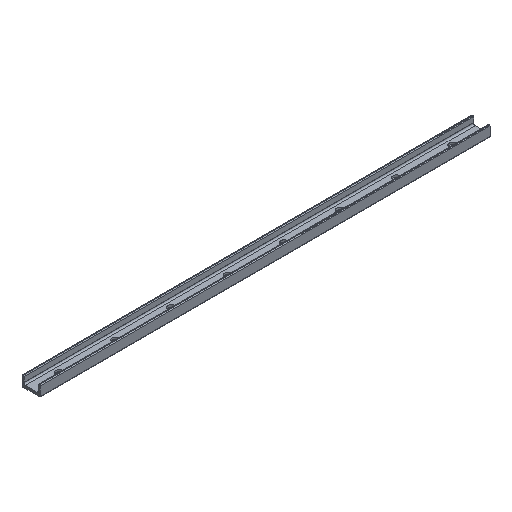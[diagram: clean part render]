
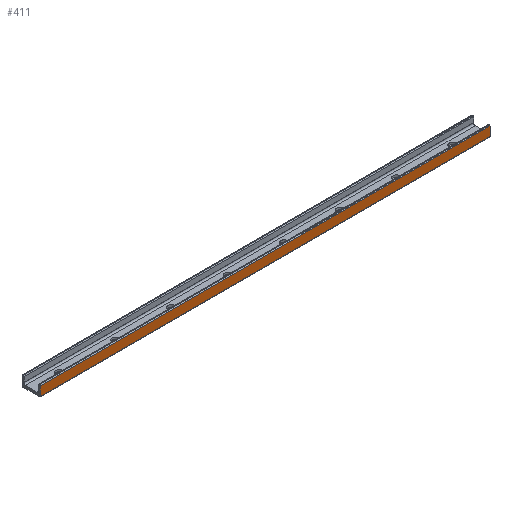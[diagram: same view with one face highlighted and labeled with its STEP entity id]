
A CAD part, isometric view. The second image highlights one B-rep face of the part: STEP entity #411.
In plain terms, the highlighted planar face has unit normal (0, -1, 0).
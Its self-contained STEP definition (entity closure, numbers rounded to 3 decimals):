
#41 = EDGE_CURVE ( 'NONE', #1137, #902, #1767, .T. ) ;
#53 = DIRECTION ( 'NONE',  ( -1., 0., 0. ) ) ;
#190 = FACE_OUTER_BOUND ( 'NONE', #758, .T. ) ;
#248 = VECTOR ( 'NONE', #742, 1000. ) ;
#271 = DIRECTION ( 'NONE',  ( 0., 0., -1. ) ) ;
#324 = VERTEX_POINT ( 'NONE', #1687 ) ;
#411 = ADVANCED_FACE ( 'NONE', ( #190 ), #1601, .F. ) ;
#462 = ORIENTED_EDGE ( 'NONE', *, *, #41, .T. ) ;
#466 = VERTEX_POINT ( 'NONE', #1132 ) ;
#502 = VECTOR ( 'NONE', #271, 1000. ) ;
#585 = LINE ( 'NONE', #1549, #248 ) ;
#691 = LINE ( 'NONE', #1123, #1901 ) ;
#698 = EDGE_CURVE ( 'NONE', #324, #466, #1833, .T. ) ;
#742 = DIRECTION ( 'NONE',  ( 1., 0., 0. ) ) ;
#750 = CARTESIAN_POINT ( 'NONE',  ( 0., -13.005, 6.514 ) ) ;
#758 = EDGE_LOOP ( 'NONE', ( #462, #1465, #1648, #1807 ) ) ;
#902 = VERTEX_POINT ( 'NONE', #1107 ) ;
#979 = CARTESIAN_POINT ( 'NONE',  ( 640., -13.005, 6.514 ) ) ;
#983 = CARTESIAN_POINT ( 'NONE',  ( 640., -13.005, -6.514 ) ) ;
#985 = DIRECTION ( 'NONE',  ( 0., 0., 1. ) ) ;
#1107 = CARTESIAN_POINT ( 'NONE',  ( 640., -13.005, 6.514 ) ) ;
#1123 = CARTESIAN_POINT ( 'NONE',  ( 1520., -13.005, -6.514 ) ) ;
#1132 = CARTESIAN_POINT ( 'NONE',  ( 0., -13.005, -6.514 ) ) ;
#1137 = VERTEX_POINT ( 'NONE', #983 ) ;
#1262 = EDGE_CURVE ( 'NONE', #324, #902, #585, .T. ) ;
#1465 = ORIENTED_EDGE ( 'NONE', *, *, #1262, .F. ) ;
#1549 = CARTESIAN_POINT ( 'NONE',  ( 1520., -13.005, 6.514 ) ) ;
#1601 = PLANE ( 'NONE',  #1909 ) ;
#1648 = ORIENTED_EDGE ( 'NONE', *, *, #698, .T. ) ;
#1687 = CARTESIAN_POINT ( 'NONE',  ( 0., -13.005, 6.514 ) ) ;
#1744 = VECTOR ( 'NONE', #1903, 1000. ) ;
#1755 = CARTESIAN_POINT ( 'NONE',  ( 1520., -13.005, 6.514 ) ) ;
#1767 = LINE ( 'NONE', #979, #1744 ) ;
#1807 = ORIENTED_EDGE ( 'NONE', *, *, #1889, .F. ) ;
#1833 = LINE ( 'NONE', #750, #502 ) ;
#1889 = EDGE_CURVE ( 'NONE', #1137, #466, #691, .T. ) ;
#1890 = DIRECTION ( 'NONE',  ( 0., 1., 0. ) ) ;
#1901 = VECTOR ( 'NONE', #53, 1000. ) ;
#1903 = DIRECTION ( 'NONE',  ( 0., 0., 1. ) ) ;
#1909 = AXIS2_PLACEMENT_3D ( 'NONE', #1755, #1890, #985 ) ;
